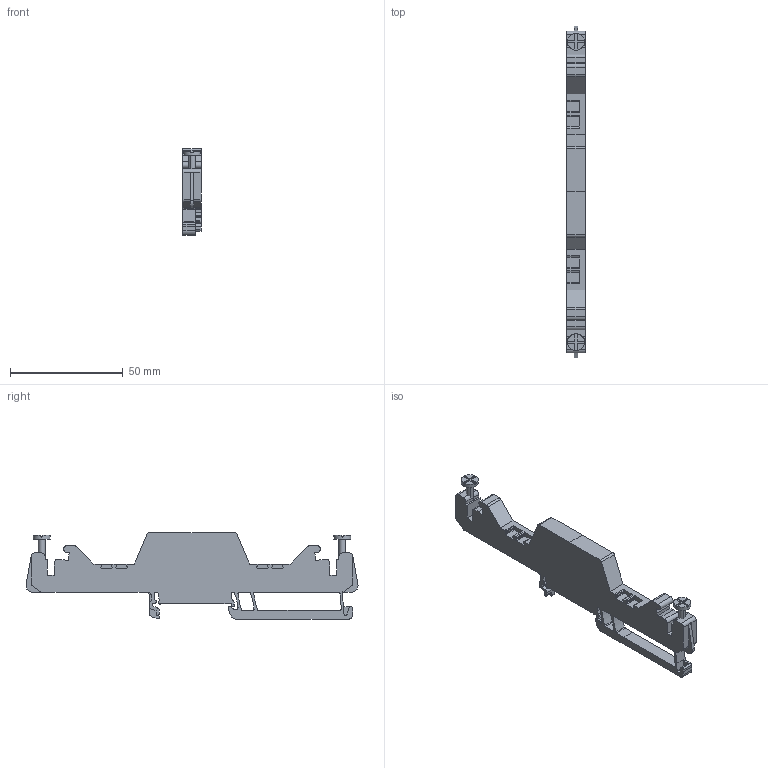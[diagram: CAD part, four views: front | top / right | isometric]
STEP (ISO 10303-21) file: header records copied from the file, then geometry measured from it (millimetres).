
FILE_DESCRIPTION(('CATIA V5R24 STEP','CAx-IF Rec.Pracs.--- Model Styling and Organization---1.2---2011-12-15'),'2;1');
FILE_NAME ('411385_1', '2018-07-19T13:14:41+00:00', ('Weidmueller Interface'), ('Weidmueller'), 'CATIA Version 5-6 Release 2014 SP4 HF52', 'CATIA V5 STEP AP214', 'none');
FILE_SCHEMA(('AUTOMOTIVE_DESIGN { 1 0 10303 214 1 1 1 1 }'));
Length unit declared in the file: millimetre
Products named in the file (1): 1080200000
Bounding box: 8 x 147.23 x 38.35 mm (x, y, z)
Volume: 23671 mm3; surface area: 11086.4 mm2
Topology: 4 solids, 4 shells, 287 faces, 830 edges, 550 vertices
Faces by surface type: plane 184, cylinder 103
Entity records: 9169 total; most frequent: ORIENTED_EDGE 1660, CARTESIAN_POINT 1617, DIRECTION 1260, EDGE_CURVE 830, VECTOR 603, LINE 603, VERTEX_POINT 550, AXIS2_PLACEMENT_3D 440
